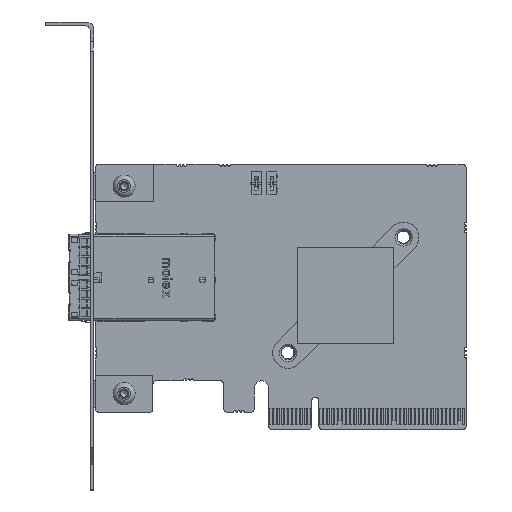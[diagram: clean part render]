
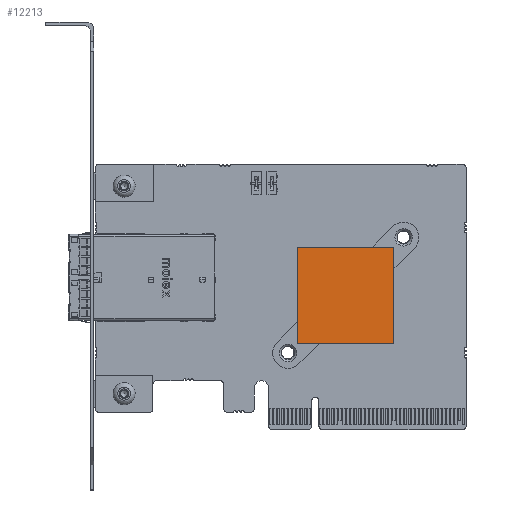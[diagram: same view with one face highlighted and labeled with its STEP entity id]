
A CAD part, top view. The second image highlights one B-rep face of the part: STEP entity #12213.
In plain terms, the highlighted planar face has unit normal (0, 0, 1).
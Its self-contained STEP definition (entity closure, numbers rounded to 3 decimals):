
#12213=ADVANCED_FACE('',(#18995),#14888,.F.);
#14888=PLANE('',#93458);
#18995=FACE_OUTER_BOUND('',#23451,.T.);
#23451=EDGE_LOOP('',(#46172,#46173,#46174,#46175));
#46172=ORIENTED_EDGE('',*,*,#68328,.T.);
#46173=ORIENTED_EDGE('',*,*,#68334,.F.);
#46174=ORIENTED_EDGE('',*,*,#68332,.F.);
#46175=ORIENTED_EDGE('',*,*,#68335,.T.);
#56245=VERTEX_POINT('',#143786);
#56246=VERTEX_POINT('',#143788);
#56248=VERTEX_POINT('',#143794);
#56249=VERTEX_POINT('',#143796);
#68328=EDGE_CURVE('',#56246,#56245,#77107,.T.);
#68332=EDGE_CURVE('',#56248,#56249,#77111,.T.);
#68334=EDGE_CURVE('',#56249,#56245,#77113,.T.);
#68335=EDGE_CURVE('',#56248,#56246,#77114,.T.);
#77107=LINE('',#143787,#85610);
#77111=LINE('',#143795,#85614);
#77113=LINE('',#143799,#85616);
#77114=LINE('',#143800,#85617);
#85610=VECTOR('',#115177,1.);
#85614=VECTOR('',#115183,1.);
#85616=VECTOR('',#115187,1.);
#85617=VECTOR('',#115188,1.);
#93458=AXIS2_PLACEMENT_3D('',#143801,#115189,#115190);
#115177=DIRECTION('',(-1.,0.,0.));
#115183=DIRECTION('',(-1.,0.,0.));
#115187=DIRECTION('',(0.,1.,0.));
#115188=DIRECTION('',(0.,1.,0.));
#115189=DIRECTION('',(0.,0.,-1.));
#115190=DIRECTION('',(0.,1.,0.));
#143786=CARTESIAN_POINT('',(7.569,47.42,13.));
#143787=CARTESIAN_POINT('',(7.569,47.42,13.));
#143788=CARTESIAN_POINT('',(32.569,47.42,13.));
#143794=CARTESIAN_POINT('',(32.569,22.42,13.));
#143795=CARTESIAN_POINT('',(7.569,22.42,13.));
#143796=CARTESIAN_POINT('',(7.569,22.42,13.));
#143799=CARTESIAN_POINT('',(7.569,22.42,13.));
#143800=CARTESIAN_POINT('',(32.569,22.42,13.));
#143801=CARTESIAN_POINT('',(7.569,22.42,13.));
